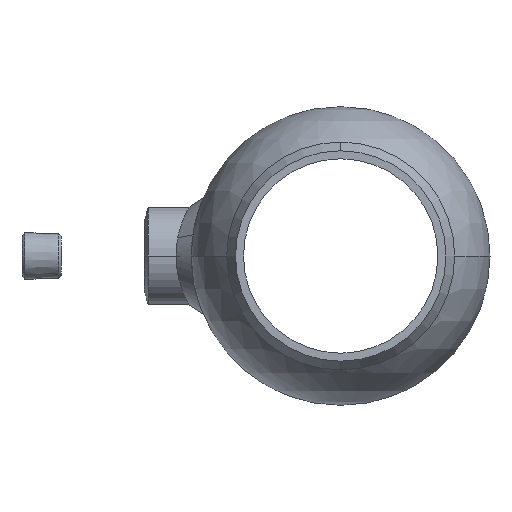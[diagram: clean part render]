
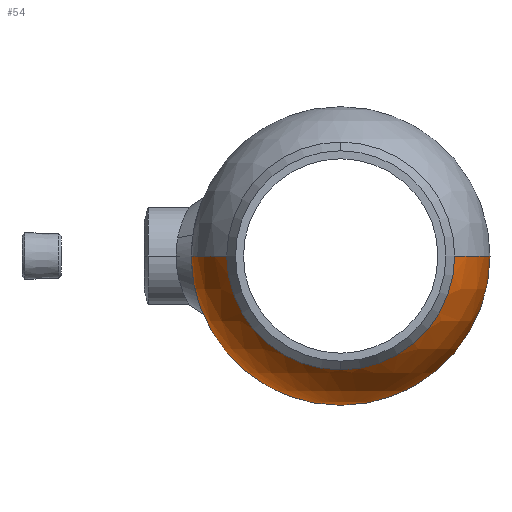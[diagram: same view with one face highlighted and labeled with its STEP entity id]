
A CAD part, left-side view. The second image highlights one B-rep face of the part: STEP entity #54.
In plain terms, the highlighted spherical face has radius 54 mm.
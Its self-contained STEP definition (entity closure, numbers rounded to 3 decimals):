
#40 = VERTEX_POINT ( 'NONE', #680 ) ;
#42 = EDGE_CURVE ( 'NONE', #43, #40, #678, .T. ) ;
#43 = VERTEX_POINT ( 'NONE', #825 ) ;
#54 = ADVANCED_FACE ( 'NONE', ( #882 ), #925, .T. ) ;
#55 = EDGE_LOOP ( 'NONE', ( #79, #78, #58, #86, #80, #83 ) ) ;
#56 = EDGE_CURVE ( 'NONE', #40, #57, #924, .T. ) ;
#57 = VERTEX_POINT ( 'NONE', #913 ) ;
#58 = ORIENTED_EDGE ( 'NONE', *, *, #59, .T. ) ;
#59 = EDGE_CURVE ( 'NONE', #57, #85, #934, .T. ) ;
#78 = ORIENTED_EDGE ( 'NONE', *, *, #56, .T. ) ;
#79 = ORIENTED_EDGE ( 'NONE', *, *, #42, .T. ) ;
#80 = ORIENTED_EDGE ( 'NONE', *, *, #81, .F. ) ;
#81 = EDGE_CURVE ( 'NONE', #82, #88, #940, .T. ) ;
#82 = VERTEX_POINT ( 'NONE', #891 ) ;
#83 = ORIENTED_EDGE ( 'NONE', *, *, #84, .F. ) ;
#84 = EDGE_CURVE ( 'NONE', #43, #82, #889, .T. ) ;
#85 = VERTEX_POINT ( 'NONE', #1167 ) ;
#86 = ORIENTED_EDGE ( 'NONE', *, *, #87, .F. ) ;
#87 = EDGE_CURVE ( 'NONE', #88, #85, #1023, .T. ) ;
#88 = VERTEX_POINT ( 'NONE', #1203 ) ;
#675 = DIRECTION ( 'NONE',  ( -1., 0., 0. ) ) ;
#676 = CARTESIAN_POINT ( 'NONE',  ( -35.474, 0., 0. ) ) ;
#677 = AXIS2_PLACEMENT_3D ( 'NONE', #676, #675, #811 ) ;
#678 = CIRCLE ( 'NONE', #677, 54. ) ;
#680 = CARTESIAN_POINT ( 'NONE',  ( -35.474, 0., -54. ) ) ;
#811 = DIRECTION ( 'NONE',  ( 0., 0., 1. ) ) ;
#825 = CARTESIAN_POINT ( 'NONE',  ( -35.474, 54., 0. ) ) ;
#882 = FACE_OUTER_BOUND ( 'NONE', #55, .T. ) ;
#885 = DIRECTION ( 'NONE',  ( 1., 0., 0. ) ) ;
#886 = DIRECTION ( 'NONE',  ( 0., 0., 1. ) ) ;
#887 = CARTESIAN_POINT ( 'NONE',  ( -35.474, 0., 0. ) ) ;
#888 = AXIS2_PLACEMENT_3D ( 'NONE', #887, #886, #885 ) ;
#889 = CIRCLE ( 'NONE', #888, 54. ) ;
#891 = CARTESIAN_POINT ( 'NONE',  ( -70.36, 41.219, 0. ) ) ;
#913 = CARTESIAN_POINT ( 'NONE',  ( -35.474, -54., 0. ) ) ;
#914 = DIRECTION ( 'NONE',  ( 0., 0., 1. ) ) ;
#915 = DIRECTION ( 'NONE',  ( -1., 0., 0. ) ) ;
#916 = CARTESIAN_POINT ( 'NONE',  ( -35.474, 0., 0. ) ) ;
#917 = AXIS2_PLACEMENT_3D ( 'NONE', #916, #915, #914 ) ;
#918 = DIRECTION ( 'NONE',  ( 0., 1., 0. ) ) ;
#921 = DIRECTION ( 'NONE',  ( 0., 0., -1. ) ) ;
#922 = CARTESIAN_POINT ( 'NONE',  ( -35.474, 0., 0. ) ) ;
#923 = AXIS2_PLACEMENT_3D ( 'NONE', #922, #921, #918 ) ;
#924 = CIRCLE ( 'NONE', #917, 54. ) ;
#925 = SPHERICAL_SURFACE ( 'NONE', #923, 54. ) ;
#930 = DIRECTION ( 'NONE',  ( 0., 1., 0. ) ) ;
#931 = DIRECTION ( 'NONE',  ( 0., 0., -1. ) ) ;
#932 = CARTESIAN_POINT ( 'NONE',  ( -35.474, 0., 0. ) ) ;
#933 = AXIS2_PLACEMENT_3D ( 'NONE', #932, #931, #930 ) ;
#934 = CIRCLE ( 'NONE', #933, 54. ) ;
#936 = DIRECTION ( 'NONE',  ( 0., 0., 1. ) ) ;
#937 = DIRECTION ( 'NONE',  ( -1., 0., 0. ) ) ;
#938 = CARTESIAN_POINT ( 'NONE',  ( -70.36, 0., 0. ) ) ;
#939 = AXIS2_PLACEMENT_3D ( 'NONE', #938, #937, #936 ) ;
#940 = CIRCLE ( 'NONE', #939, 41.219 ) ;
#1010 = DIRECTION ( 'NONE',  ( -1., 0., 0. ) ) ;
#1011 = CARTESIAN_POINT ( 'NONE',  ( -70.36, 0., 0. ) ) ;
#1023 = CIRCLE ( 'NONE', #1134, 41.219 ) ;
#1134 = AXIS2_PLACEMENT_3D ( 'NONE', #1011, #1010, #1204 ) ;
#1167 = CARTESIAN_POINT ( 'NONE',  ( -70.36, -41.219, 0. ) ) ;
#1203 = CARTESIAN_POINT ( 'NONE',  ( -70.36, 0., -41.219 ) ) ;
#1204 = DIRECTION ( 'NONE',  ( 0., 0., 1. ) ) ;
